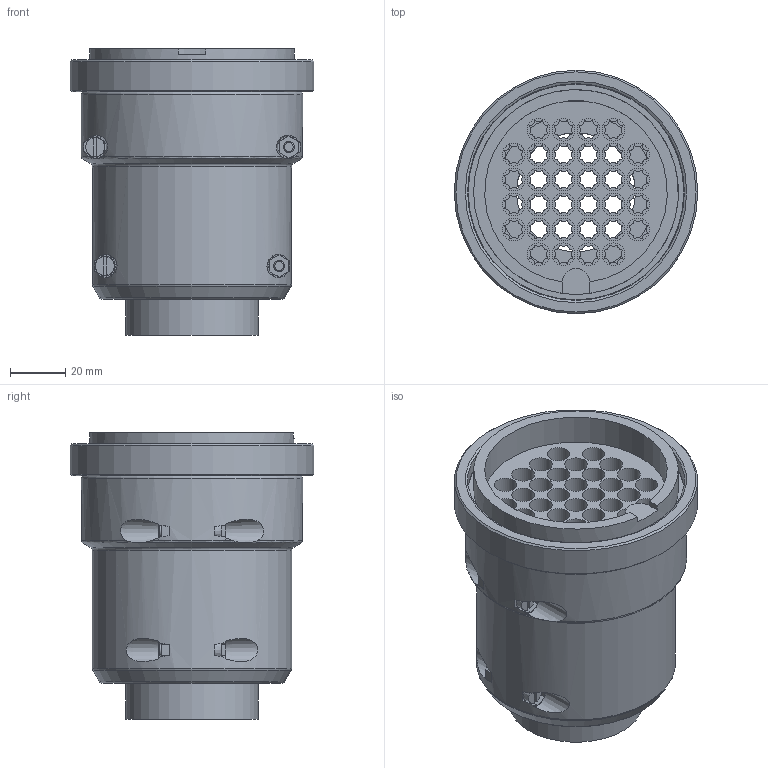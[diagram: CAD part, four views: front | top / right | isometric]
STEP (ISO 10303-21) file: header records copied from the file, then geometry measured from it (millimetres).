
FILE_DESCRIPTION(/* description */ ('STEP AP214'),/* implementation_level */ '2;1');
FILE_NAME(/* name */ '7560_KSV-32-B',/* time_stamp */ '2024-08-29T18:50:02+02:00',/* author */ ('License CC BY-ND 4.0'),/* organization */ ('CADENAS'),/* preprocessor_version */ 'ST-DEVELOPER v19.3',/* originating_system */ 'PARTsolutions',/* authorisation */ ' ');
FILE_SCHEMA (('AUTOMOTIVE_DESIGN {1 0 10303 214 3 1 1}'));
Length unit declared in the file: millimetre
Products named in the file (1): 7560 KSV-32-B
Bounding box: 88 x 88 x 103.5 mm (x, y, z)
Volume: 178765.2 mm3; surface area: 75652.9 mm2
Topology: 1 solids, 5 shells, 855 faces, 2248 edges, 1456 vertices
Faces by surface type: cylinder 574, plane 245, cone 31, torus 5
Full cylindrical faces by diameter (mm): 4 x8, 4.5 x4, 8.2 x32, 43 x1, 48 x1, 51.5 x1, 55.5 x2, 57 x1, 60 x2, 62 x1, 72 x1, 74 x1, 78 x1, 78.376 x1, 80 x1, 80.5 x1, 88 x1
Entity records: 26712 total; most frequent: DIRECTION 5144, CARTESIAN_POINT 4660, ORIENTED_EDGE 4300, AXIS2_PLACEMENT_3D 2170, EDGE_CURVE 2150, VERTEX_POINT 1446, CIRCLE 1282, EDGE_LOOP 1068
